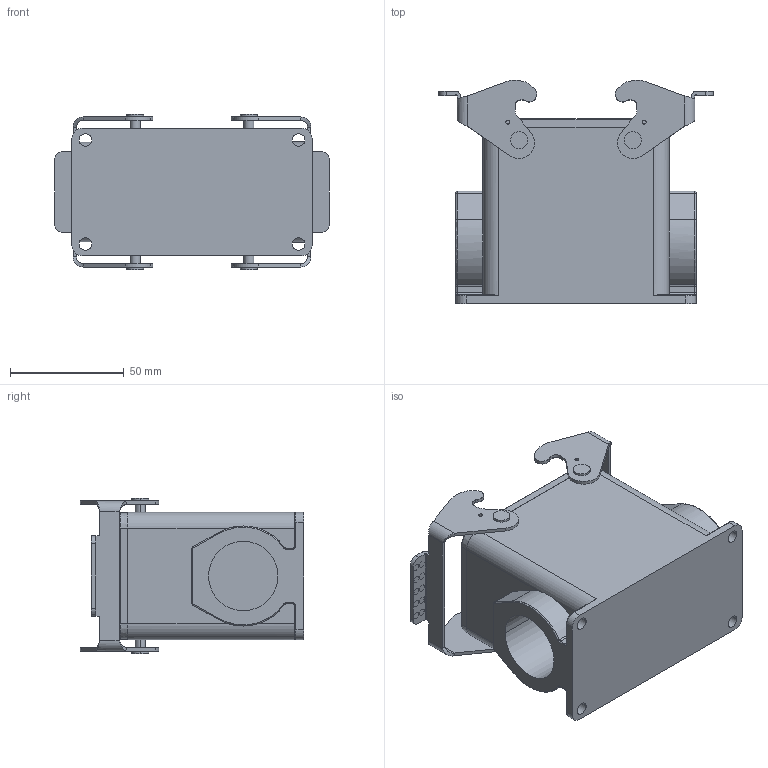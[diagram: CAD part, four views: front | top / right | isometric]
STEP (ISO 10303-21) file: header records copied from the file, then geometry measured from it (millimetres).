
FILE_DESCRIPTION((''),'2;1');
FILE_NAME('_D32A-SF-2L-MPG','2020-04-30T15:24:47',('Administrator'),(''),'CREO PARAMETRIC BY PTC INC, 2018100','CREO PARAMETRIC BY PTC INC, 2018100','');
FILE_SCHEMA(('CONFIG_CONTROL_DESIGN'));
Length unit declared in the file: millimetre
Products named in the file (1): _D32A-SF-2L-MPG
Bounding box: 120.76 x 98.3 x 68.6 mm (x, y, z)
Volume: 163534.7 mm3; surface area: 68663.5 mm2
Topology: 7 solids, 33 shells, 597 faces, 1424 edges, 858 vertices
Faces by surface type: cylinder 202, plane 175, torus 148, sphere 40, bspline 16, cone 16
Entity records: 18063 total; most frequent: CARTESIAN_POINT 4030, DIRECTION 3218, ORIENTED_EDGE 2720, EDGE_CURVE 1376, AXIS2_PLACEMENT_3D 1346, VERTEX_POINT 858, CIRCLE 764, EDGE_LOOP 660
